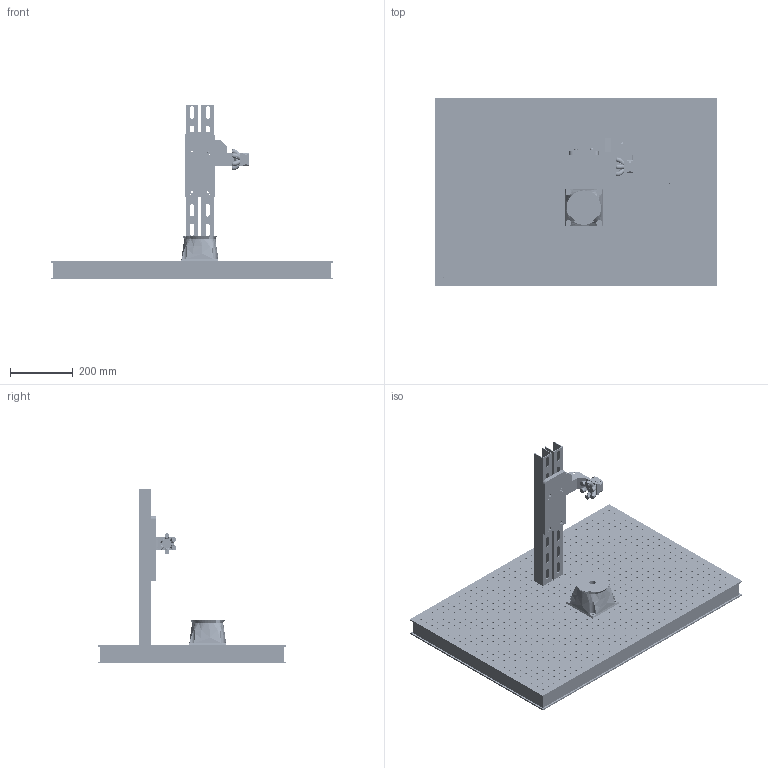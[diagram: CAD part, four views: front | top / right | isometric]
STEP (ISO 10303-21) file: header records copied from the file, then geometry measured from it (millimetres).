
FILE_DESCRIPTION(/* description */ (''),/* implementation_level */ '2;1');
FILE_NAME(/* name */ 'parent v13.step',/* time_stamp */ '2025-06-10T20:47:24+02:00',/* author */ (''),/* organization */ (''),/* preprocessor_version */ 'ST-DEVELOPER v20.1',/* originating_system */ 'Autodesk Translation Framework v14.10.0.0',/* authorisation */ '');
FILE_SCHEMA (('AUTOMOTIVE_DESIGN { 1 0 10303 214 3 1 1 }'));
Length unit declared in the file: millimetre
Products named in the file (10): parent; strut; TT-D6090; scope-strut-flange; 91290A321_Alloy Steel Socket Head Screw; mitutoyo fs70 photogrammetry optimized; 17HS08-1004S; z-motor-arm; focus-wheel-gripper; stage-post
Assembly tree (10 placements, depth 2):
  parent
    strut  x2
    TT-D6090
    scope-strut-flange
    91290A321_Alloy Steel Socket Head Screw
    mitutoyo fs70 photogrammetry optimized
    17HS08-1004S
    z-motor-arm
    focus-wheel-gripper
    stage-post
Bounding box: 900 x 600 x 558.2 mm (x, y, z)
Volume: 32133019.6 mm3; surface area: 3797384.6 mm2
Topology: 11 solids, 11 shells, 1478 faces, 4176 edges, 2735 vertices
Faces by surface type: cylinder 1045, plane 339, torus 43, sphere 24, cone 14, bspline 13
Full cylindrical faces by diameter (mm): 1.108 x4, 2.5 x7, 3.3 x4, 4 x1, 4.1 x4, 4.701 x15, 4.8 x4, 5 x2, 5.035 x805, 5.6 x2, 6 x20, 6.2 x4, 7 x2, 8 x4, 9 x4, 10 x5, 15 x6, 20 x1, 22 x1, 22.2 x1
Entity records: 56264 total; most frequent: CARTESIAN_POINT 14113, DIRECTION 8725, ORIENTED_EDGE 8064, EDGE_CURVE 4032, AXIS2_PLACEMENT_3D 3547, EDGE_LOOP 3145, VERTEX_POINT 2653, CIRCLE 2062
